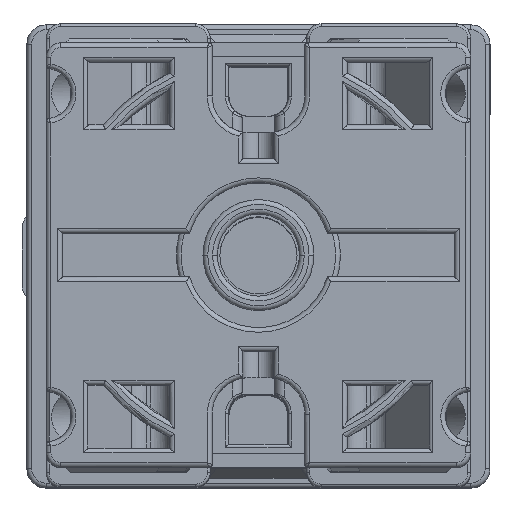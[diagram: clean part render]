
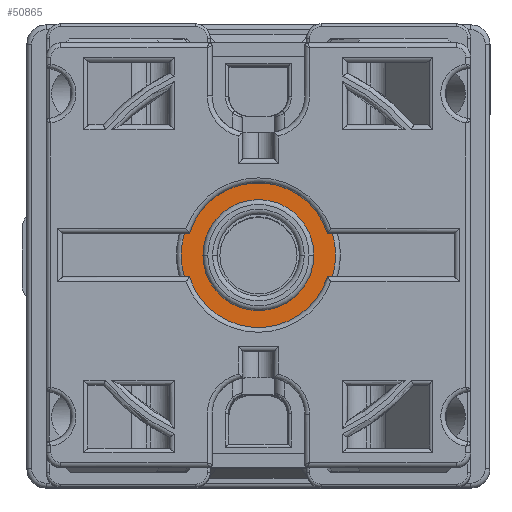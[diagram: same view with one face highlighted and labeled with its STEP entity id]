
A CAD part, top view. The second image highlights one B-rep face of the part: STEP entity #50865.
In plain terms, the highlighted planar face has unit normal (0, 0, 1).
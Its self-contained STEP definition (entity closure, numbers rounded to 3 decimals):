
#1378 = ORIENTED_EDGE ( 'NONE', *, *, #23738, .F. ) ;
#1379 = ORIENTED_EDGE ( 'NONE', *, *, #3210, .F. ) ;
#1380 = ORIENTED_EDGE ( 'NONE', *, *, #3211, .T. ) ;
#1381 = ORIENTED_EDGE ( 'NONE', *, *, #3212, .F. ) ;
#1382 = ORIENTED_EDGE ( 'NONE', *, *, #3213, .F. ) ;
#1383 = ORIENTED_EDGE ( 'NONE', *, *, #3214, .T. ) ;
#1384 = ORIENTED_EDGE ( 'NONE', *, *, #3215, .F. ) ;
#1385 = ORIENTED_EDGE ( 'NONE', *, *, #3216, .F. ) ;
#1386 = ORIENTED_EDGE ( 'NONE', *, *, #3206, .T. ) ;
#1387 = ORIENTED_EDGE ( 'NONE', *, *, #3217, .T. ) ;
#3206 = EDGE_CURVE ( 'NONE', #61631, #61650, #51662, .T. ) ;
#3210 = EDGE_CURVE ( 'NONE', #61433, #61430, #51669, .T. ) ;
#3211 = EDGE_CURVE ( 'NONE', #61645, #61651, #51675, .T. ) ;
#3212 = EDGE_CURVE ( 'NONE', #61654, #61651, #51680, .T. ) ;
#3213 = EDGE_CURVE ( 'NONE', #61655, #61654, #51678, .T. ) ;
#3214 = EDGE_CURVE ( 'NONE', #61655, #61658, #51682, .T. ) ;
#3215 = EDGE_CURVE ( 'NONE', #61647, #61658, #51687, .T. ) ;
#3216 = EDGE_CURVE ( 'NONE', #61631, #61647, #51685, .T. ) ;
#3217 = EDGE_CURVE ( 'NONE', #61650, #61645, #51691, .T. ) ;
#10120 = AXIS2_PLACEMENT_3D ( 'NONE', #53174, #53175, #53176 ) ;
#10123 = AXIS2_PLACEMENT_3D ( 'NONE', #53183, #53184, #53185 ) ;
#10124 = AXIS2_PLACEMENT_3D ( 'NONE', #53186, #53187, #53188 ) ;
#10126 = AXIS2_PLACEMENT_3D ( 'NONE', #53192, #53193, #53194 ) ;
#10127 = AXIS2_PLACEMENT_3D ( 'NONE', #53198, #53199, #53200 ) ;
#23738 = EDGE_CURVE ( 'NONE', #61430, #61433, #63738, .T. ) ;
#29314 = EDGE_LOOP ( 'NONE', ( #1380, #1381, #1382, #1383, #1384, #1385, #1386, #1387 ) ) ;
#29320 = EDGE_LOOP ( 'NONE', ( #1378, #1379 ) ) ;
#38594 = AXIS2_PLACEMENT_3D ( 'NONE', #66104, #66105, #66107 ) ;
#50865 = ADVANCED_FACE ( 'NONE', ( #77504, #77509 ), #53803, .T. ) ;
#51662 = CIRCLE ( 'NONE', #10120, 7.5 ) ;
#51669 = CIRCLE ( 'NONE', #10123, 5.75 ) ;
#51675 = CIRCLE ( 'NONE', #10124, 8. ) ;
#51678 = CIRCLE ( 'NONE', #10126, 7.5 ) ;
#51680 = LINE ( 'NONE', #53181, #51684 ) ;
#51682 = LINE ( 'NONE', #53191, #51689 ) ;
#51684 = VECTOR ( 'NONE', #53182, 1000. ) ;
#51685 = LINE ( 'NONE', #53197, #51694 ) ;
#51687 = CIRCLE ( 'NONE', #10127, 8. ) ;
#51689 = VECTOR ( 'NONE', #53189, 1000. ) ;
#51691 = LINE ( 'NONE', #53195, #51698 ) ;
#51694 = VECTOR ( 'NONE', #53190, 1000. ) ;
#51698 = VECTOR ( 'NONE', #53202, 1000. ) ;
#53174 = CARTESIAN_POINT ( 'NONE',  ( 0., 0., 5.2 ) ) ;
#53175 = DIRECTION ( 'NONE',  ( 0., 0., 1. ) ) ;
#53176 = DIRECTION ( 'NONE',  ( 1., 0., 0. ) ) ;
#53181 = CARTESIAN_POINT ( 'NONE',  ( -12.099, -2.25, 5.2 ) ) ;
#53182 = DIRECTION ( 'NONE',  ( -1., 0., 0. ) ) ;
#53183 = CARTESIAN_POINT ( 'NONE',  ( 0., 0., 5.2 ) ) ;
#53184 = DIRECTION ( 'NONE',  ( 0., 0., 1. ) ) ;
#53185 = DIRECTION ( 'NONE',  ( 1., 0., 0. ) ) ;
#53186 = CARTESIAN_POINT ( 'NONE',  ( 0., 0., 5.2 ) ) ;
#53187 = DIRECTION ( 'NONE',  ( 0., 0., 1. ) ) ;
#53188 = DIRECTION ( 'NONE',  ( 1., 0., 0. ) ) ;
#53189 = DIRECTION ( 'NONE',  ( 1., 0., 0. ) ) ;
#53190 = DIRECTION ( 'NONE',  ( 1., 0., 0. ) ) ;
#53191 = CARTESIAN_POINT ( 'NONE',  ( 12.099, -2.25, 5.2 ) ) ;
#53192 = CARTESIAN_POINT ( 'NONE',  ( 0., 0., 5.2 ) ) ;
#53193 = DIRECTION ( 'NONE',  ( 0., 0., -1. ) ) ;
#53194 = DIRECTION ( 'NONE',  ( 1., 0., 0. ) ) ;
#53195 = CARTESIAN_POINT ( 'NONE',  ( -12.099, 2.25, 5.2 ) ) ;
#53197 = CARTESIAN_POINT ( 'NONE',  ( 12.099, 2.25, 5.2 ) ) ;
#53198 = CARTESIAN_POINT ( 'NONE',  ( 0., 0., 5.2 ) ) ;
#53199 = DIRECTION ( 'NONE',  ( 0., 0., -1. ) ) ;
#53200 = DIRECTION ( 'NONE',  ( -1., 0., 0. ) ) ;
#53202 = DIRECTION ( 'NONE',  ( -1., 0., 0. ) ) ;
#53802 = CARTESIAN_POINT ( 'NONE',  ( 0., 0., 5.2 ) ) ;
#53803 = PLANE ( 'NONE',  #74800 ) ;
#53808 = DIRECTION ( 'NONE',  ( 0., 0., 1. ) ) ;
#53809 = DIRECTION ( 'NONE',  ( 1., 0., 0. ) ) ;
#61430 = VERTEX_POINT ( 'NONE', #73510 ) ;
#61433 = VERTEX_POINT ( 'NONE', #73513 ) ;
#61631 = VERTEX_POINT ( 'NONE', #73711 ) ;
#61645 = VERTEX_POINT ( 'NONE', #73725 ) ;
#61647 = VERTEX_POINT ( 'NONE', #73727 ) ;
#61650 = VERTEX_POINT ( 'NONE', #73730 ) ;
#61651 = VERTEX_POINT ( 'NONE', #73731 ) ;
#61654 = VERTEX_POINT ( 'NONE', #73734 ) ;
#61655 = VERTEX_POINT ( 'NONE', #73735 ) ;
#61658 = VERTEX_POINT ( 'NONE', #73738 ) ;
#63738 = CIRCLE ( 'NONE', #38594, 5.75 ) ;
#66104 = CARTESIAN_POINT ( 'NONE',  ( 0., 0., 5.2 ) ) ;
#66105 = DIRECTION ( 'NONE',  ( 0., 0., 1. ) ) ;
#66107 = DIRECTION ( 'NONE',  ( 1., 0., 0. ) ) ;
#73510 = CARTESIAN_POINT ( 'NONE',  ( 5.75, 0., 5.2 ) ) ;
#73513 = CARTESIAN_POINT ( 'NONE',  ( -5.75, 0., 5.2 ) ) ;
#73711 = CARTESIAN_POINT ( 'NONE',  ( 7.155, 2.25, 5.2 ) ) ;
#73725 = CARTESIAN_POINT ( 'NONE',  ( -7.677, 2.25, 5.2 ) ) ;
#73727 = CARTESIAN_POINT ( 'NONE',  ( 7.677, 2.25, 5.2 ) ) ;
#73730 = CARTESIAN_POINT ( 'NONE',  ( -7.155, 2.25, 5.2 ) ) ;
#73731 = CARTESIAN_POINT ( 'NONE',  ( -7.677, -2.25, 5.2 ) ) ;
#73734 = CARTESIAN_POINT ( 'NONE',  ( -7.155, -2.25, 5.2 ) ) ;
#73735 = CARTESIAN_POINT ( 'NONE',  ( 7.155, -2.25, 5.2 ) ) ;
#73738 = CARTESIAN_POINT ( 'NONE',  ( 7.677, -2.25, 5.2 ) ) ;
#74800 = AXIS2_PLACEMENT_3D ( 'NONE', #53802, #53808, #53809 ) ;
#77504 = FACE_BOUND ( 'NONE', #29320, .T. ) ;
#77509 = FACE_OUTER_BOUND ( 'NONE', #29314, .T. ) ;
